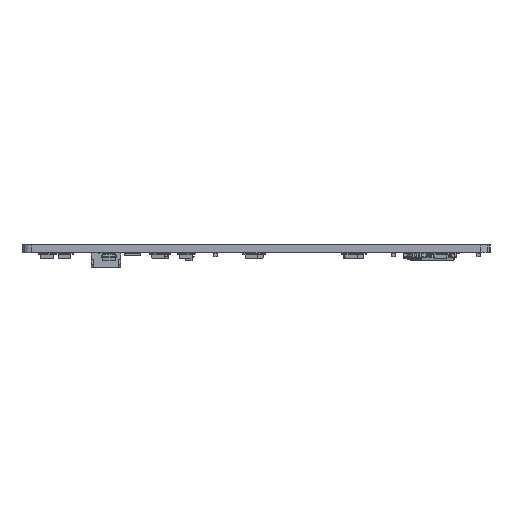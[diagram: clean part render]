
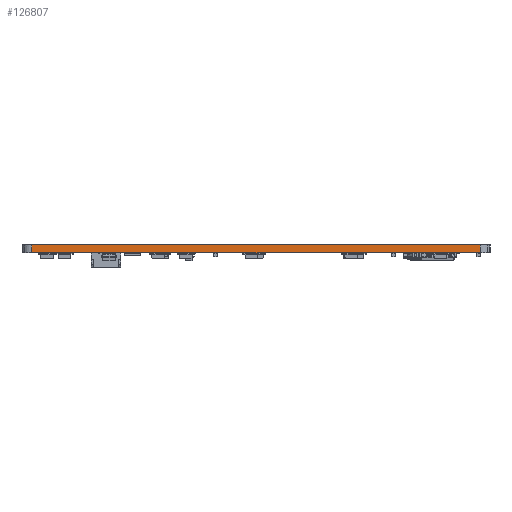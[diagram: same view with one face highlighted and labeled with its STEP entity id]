
A CAD part, left-side view. The second image highlights one B-rep face of the part: STEP entity #126807.
In plain terms, the highlighted planar face has unit normal (-1, 0, 0).
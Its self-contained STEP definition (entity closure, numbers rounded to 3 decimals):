
#103279 = PLANE('',#103280);
#103280 = AXIS2_PLACEMENT_3D('',#103281,#103282,#103283);
#103281 = CARTESIAN_POINT('',(171.875,-121.868,1.6));
#103282 = DIRECTION('',(0.,0.,1.));
#103283 = DIRECTION('',(1.,0.,-0.));
#103335 = PLANE('',#103336);
#103336 = AXIS2_PLACEMENT_3D('',#103337,#103338,#103339);
#103337 = CARTESIAN_POINT('',(171.875,-121.868,0.));
#103338 = DIRECTION('',(0.,0.,1.));
#103339 = DIRECTION('',(1.,0.,-0.));
#104760 = VERTEX_POINT('',#104761);
#104761 = CARTESIAN_POINT('',(29.53,-76.768,0.));
#104777 = SURFACE_OF_LINEAR_EXTRUSION('',#104778,#104783);
#104778 = B_SPLINE_CURVE_WITH_KNOTS('',3,(#104779,#104780,#104781,
    #104782),.UNSPECIFIED.,.F.,.F.,(4,4),(0.,1.),
  .PIECEWISE_BEZIER_KNOTS.);
#104779 = CARTESIAN_POINT('',(30.116,-75.354,0.));
#104780 = CARTESIAN_POINT('',(29.741,-75.729,0.));
#104781 = CARTESIAN_POINT('',(29.53,-76.238,0.));
#104782 = CARTESIAN_POINT('',(29.53,-76.768,0.));
#104783 = VECTOR('',#104784,1.);
#104784 = DIRECTION('',(-0.,-0.,-1.));
#104792 = EDGE_CURVE('',#104760,#104793,#104795,.T.);
#104793 = VERTEX_POINT('',#104794);
#104794 = CARTESIAN_POINT('',(29.53,-166.968,0.));
#104795 = SURFACE_CURVE('',#104796,(#104800,#104807),.PCURVE_S1.);
#104796 = LINE('',#104797,#104798);
#104797 = CARTESIAN_POINT('',(29.53,-76.768,0.));
#104798 = VECTOR('',#104799,1.);
#104799 = DIRECTION('',(0.,-1.,0.));
#104800 = PCURVE('',#103335,#104801);
#104801 = DEFINITIONAL_REPRESENTATION('',(#104802),#104806);
#104802 = LINE('',#104803,#104804);
#104803 = CARTESIAN_POINT('',(-142.345,45.1));
#104804 = VECTOR('',#104805,1.);
#104805 = DIRECTION('',(0.,-1.));
#104806 = ( GEOMETRIC_REPRESENTATION_CONTEXT(2) 
PARAMETRIC_REPRESENTATION_CONTEXT() REPRESENTATION_CONTEXT('2D SPACE',''
  ) );
#104807 = PCURVE('',#104808,#104813);
#104808 = PLANE('',#104809);
#104809 = AXIS2_PLACEMENT_3D('',#104810,#104811,#104812);
#104810 = CARTESIAN_POINT('',(29.53,-76.768,0.));
#104811 = DIRECTION('',(1.,0.,-0.));
#104812 = DIRECTION('',(0.,-1.,0.));
#104813 = DEFINITIONAL_REPRESENTATION('',(#104814),#104818);
#104814 = LINE('',#104815,#104816);
#104815 = CARTESIAN_POINT('',(0.,0.));
#104816 = VECTOR('',#104817,1.);
#104817 = DIRECTION('',(1.,0.));
#104818 = ( GEOMETRIC_REPRESENTATION_CONTEXT(2) 
PARAMETRIC_REPRESENTATION_CONTEXT() REPRESENTATION_CONTEXT('2D SPACE',''
  ) );
#104838 = SURFACE_OF_LINEAR_EXTRUSION('',#104839,#104844);
#104839 = B_SPLINE_CURVE_WITH_KNOTS('',3,(#104840,#104841,#104842,
    #104843),.UNSPECIFIED.,.F.,.F.,(4,4),(0.,1.),
  .PIECEWISE_BEZIER_KNOTS.);
#104840 = CARTESIAN_POINT('',(29.53,-166.968,0.));
#104841 = CARTESIAN_POINT('',(29.53,-167.498,0.));
#104842 = CARTESIAN_POINT('',(29.741,-168.007,0.));
#104843 = CARTESIAN_POINT('',(30.116,-168.382,0.));
#104844 = VECTOR('',#104845,1.);
#104845 = DIRECTION('',(-0.,-0.,-1.));
#116773 = VERTEX_POINT('',#116774);
#116774 = CARTESIAN_POINT('',(29.53,-76.768,1.6));
#116797 = EDGE_CURVE('',#116773,#116798,#116800,.T.);
#116798 = VERTEX_POINT('',#116799);
#116799 = CARTESIAN_POINT('',(29.53,-166.968,1.6));
#116800 = SURFACE_CURVE('',#116801,(#116805,#116812),.PCURVE_S1.);
#116801 = LINE('',#116802,#116803);
#116802 = CARTESIAN_POINT('',(29.53,-76.768,1.6));
#116803 = VECTOR('',#116804,1.);
#116804 = DIRECTION('',(0.,-1.,0.));
#116805 = PCURVE('',#103279,#116806);
#116806 = DEFINITIONAL_REPRESENTATION('',(#116807),#116811);
#116807 = LINE('',#116808,#116809);
#116808 = CARTESIAN_POINT('',(-142.345,45.1));
#116809 = VECTOR('',#116810,1.);
#116810 = DIRECTION('',(0.,-1.));
#116811 = ( GEOMETRIC_REPRESENTATION_CONTEXT(2) 
PARAMETRIC_REPRESENTATION_CONTEXT() REPRESENTATION_CONTEXT('2D SPACE',''
  ) );
#116812 = PCURVE('',#104808,#116813);
#116813 = DEFINITIONAL_REPRESENTATION('',(#116814),#116818);
#116814 = LINE('',#116815,#116816);
#116815 = CARTESIAN_POINT('',(0.,-1.6));
#116816 = VECTOR('',#116817,1.);
#116817 = DIRECTION('',(1.,0.));
#116818 = ( GEOMETRIC_REPRESENTATION_CONTEXT(2) 
PARAMETRIC_REPRESENTATION_CONTEXT() REPRESENTATION_CONTEXT('2D SPACE',''
  ) );
#126757 = EDGE_CURVE('',#104793,#116798,#126758,.T.);
#126758 = SURFACE_CURVE('',#126759,(#126763,#126770),.PCURVE_S1.);
#126759 = LINE('',#126760,#126761);
#126760 = CARTESIAN_POINT('',(29.53,-166.968,0.));
#126761 = VECTOR('',#126762,1.);
#126762 = DIRECTION('',(0.,0.,1.));
#126763 = PCURVE('',#104838,#126764);
#126764 = DEFINITIONAL_REPRESENTATION('',(#126765),#126769);
#126765 = LINE('',#126766,#126767);
#126766 = CARTESIAN_POINT('',(0.,0.));
#126767 = VECTOR('',#126768,1.);
#126768 = DIRECTION('',(0.,-1.));
#126769 = ( GEOMETRIC_REPRESENTATION_CONTEXT(2) 
PARAMETRIC_REPRESENTATION_CONTEXT() REPRESENTATION_CONTEXT('2D SPACE',''
  ) );
#126770 = PCURVE('',#104808,#126771);
#126771 = DEFINITIONAL_REPRESENTATION('',(#126772),#126776);
#126772 = LINE('',#126773,#126774);
#126773 = CARTESIAN_POINT('',(90.2,0.));
#126774 = VECTOR('',#126775,1.);
#126775 = DIRECTION('',(0.,-1.));
#126776 = ( GEOMETRIC_REPRESENTATION_CONTEXT(2) 
PARAMETRIC_REPRESENTATION_CONTEXT() REPRESENTATION_CONTEXT('2D SPACE',''
  ) );
#126807 = ADVANCED_FACE('',(#126808),#104808,.F.);
#126808 = FACE_BOUND('',#126809,.F.);
#126809 = EDGE_LOOP('',(#126810,#126831,#126832,#126833));
#126810 = ORIENTED_EDGE('',*,*,#126811,.T.);
#126811 = EDGE_CURVE('',#104760,#116773,#126812,.T.);
#126812 = SURFACE_CURVE('',#126813,(#126817,#126824),.PCURVE_S1.);
#126813 = LINE('',#126814,#126815);
#126814 = CARTESIAN_POINT('',(29.53,-76.768,0.));
#126815 = VECTOR('',#126816,1.);
#126816 = DIRECTION('',(0.,0.,1.));
#126817 = PCURVE('',#104808,#126818);
#126818 = DEFINITIONAL_REPRESENTATION('',(#126819),#126823);
#126819 = LINE('',#126820,#126821);
#126820 = CARTESIAN_POINT('',(0.,0.));
#126821 = VECTOR('',#126822,1.);
#126822 = DIRECTION('',(0.,-1.));
#126823 = ( GEOMETRIC_REPRESENTATION_CONTEXT(2) 
PARAMETRIC_REPRESENTATION_CONTEXT() REPRESENTATION_CONTEXT('2D SPACE',''
  ) );
#126824 = PCURVE('',#104777,#126825);
#126825 = DEFINITIONAL_REPRESENTATION('',(#126826),#126830);
#126826 = LINE('',#126827,#126828);
#126827 = CARTESIAN_POINT('',(1.,0.));
#126828 = VECTOR('',#126829,1.);
#126829 = DIRECTION('',(0.,-1.));
#126830 = ( GEOMETRIC_REPRESENTATION_CONTEXT(2) 
PARAMETRIC_REPRESENTATION_CONTEXT() REPRESENTATION_CONTEXT('2D SPACE',''
  ) );
#126831 = ORIENTED_EDGE('',*,*,#116797,.T.);
#126832 = ORIENTED_EDGE('',*,*,#126757,.F.);
#126833 = ORIENTED_EDGE('',*,*,#104792,.F.);
